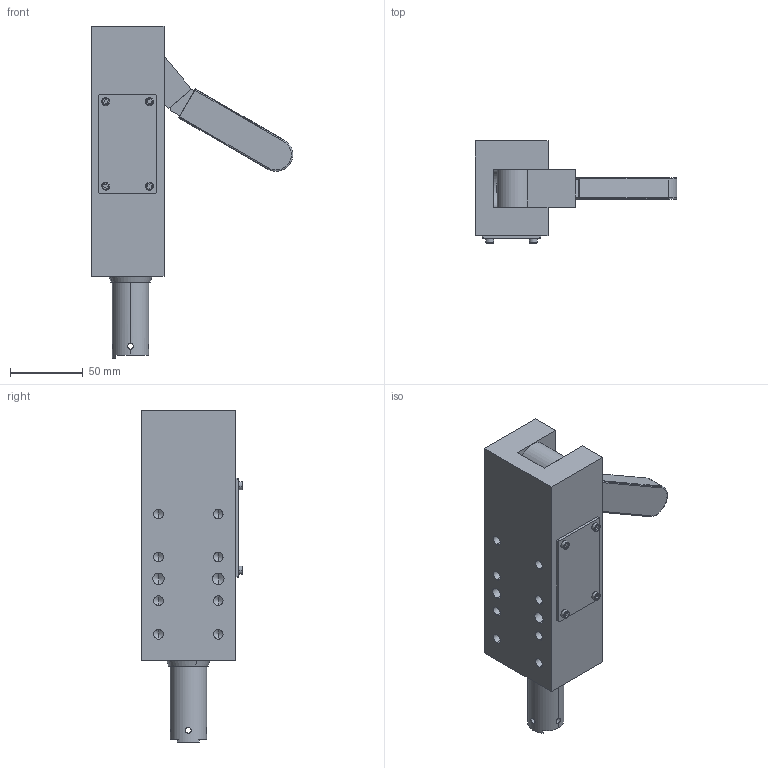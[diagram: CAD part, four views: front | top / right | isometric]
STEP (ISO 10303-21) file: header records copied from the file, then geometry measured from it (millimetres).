
FILE_DESCRIPTION((''),'2;1');
FILE_NAME('XLCP8-1-40-HO.stp','2012-10-05T09:32:14',('Andy'),(''),'Autodesk Inventor 8','Autodesk Inventor 8','');
FILE_SCHEMA(('AUTOMOTIVE_DESIGN { 1 0 10303 214 1 1 1 1 }'));
Length unit declared in the file: millimetre
Products named in the file (6): XLCP8-1-40-HO; XLCP8-1-40-HO1; XLCP8-1-40-HO2; XLCP8-1-40-HO3; XLCP8-1-40-HO4; XLCP8-1-40-HO5
Assembly tree (5 placements, depth 2):
  XLCP8-1-40-HO
    XLCP8-1-40-HO1
    XLCP8-1-40-HO2
    XLCP8-1-40-HO3
    XLCP8-1-40-HO4
    XLCP8-1-40-HO5
Bounding box: 138.45 x 70 x 228 mm (x, y, z)
Volume: 575506.1 mm3; surface area: 111201.2 mm2
Topology: 5 solids, 9 shells, 255 faces, 626 edges, 389 vertices
Faces by surface type: plane 100, cylinder 65, bspline 56, torus 20, cone 14
Entity records: 8637 total; most frequent: CARTESIAN_POINT 2638, DIRECTION 1226, ORIENTED_EDGE 1208, EDGE_CURVE 604, AXIS2_PLACEMENT_3D 451, VERTEX_POINT 389, VECTOR 324, LINE 324
